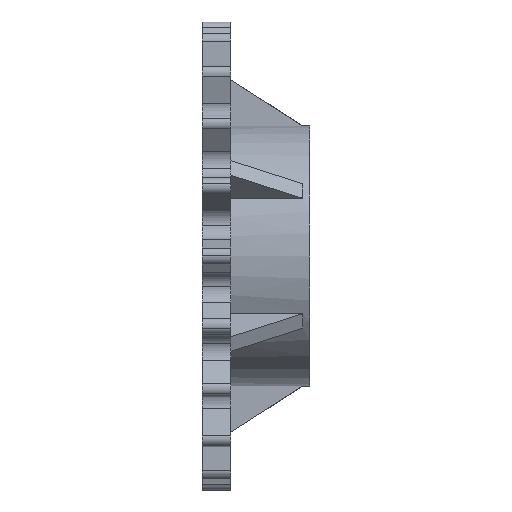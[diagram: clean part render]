
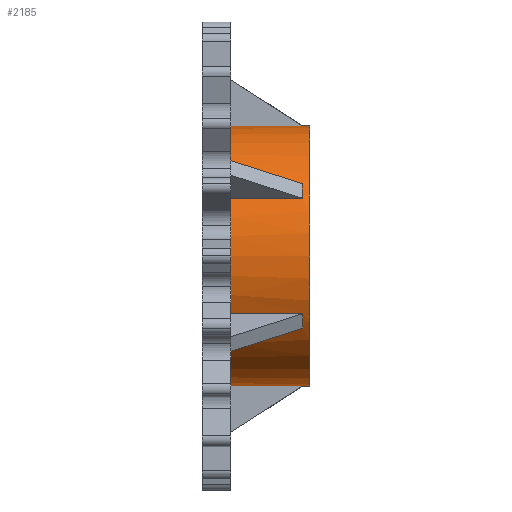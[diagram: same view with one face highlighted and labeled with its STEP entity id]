
A CAD part, front view. The second image highlights one B-rep face of the part: STEP entity #2185.
In plain terms, the highlighted cylindrical face has radius 12.548 mm (diameter 25.095 mm), a partial arc.
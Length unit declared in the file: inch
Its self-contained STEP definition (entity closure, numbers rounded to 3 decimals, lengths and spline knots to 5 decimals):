
#1858=CARTESIAN_POINT('',(-0.02778,0.,-0.494));
#1859=VERTEX_POINT('',#1858);
#1860=CARTESIAN_POINT('',(0.0,0.0,-0.494));
#1861=VERTEX_POINT('',#1860);
#1862=CARTESIAN_POINT('',(-0.02778,0.,-0.494));
#1863=DIRECTION('',(1.0,0.0,0.0));
#1864=VECTOR('',#1863,0.02778);
#1865=LINE('',#1862,#1864);
#1866=EDGE_CURVE('',#1859,#1861,#1865,.T.);
#1970=CARTESIAN_POINT('',(-0.02778,0.,0.494));
#1971=VERTEX_POINT('',#1970);
#1979=CARTESIAN_POINT('',(0.0,0.,0.494));
#1980=VERTEX_POINT('',#1979);
#1981=CARTESIAN_POINT('',(0.0,0.,0.494));
#1982=DIRECTION('',(-1.0,0.0,0.0));
#1983=VECTOR('',#1982,0.02778);
#1984=LINE('',#1981,#1983);
#1985=EDGE_CURVE('',#1980,#1971,#1984,.T.);
#2060=CARTESIAN_POINT('',(-0.15,0.0,0.0));
#2061=DIRECTION('',(1.0,0.0,0.0));
#2062=DIRECTION('',(0.0,0.0,-1.0));
#2063=AXIS2_PLACEMENT_3D('',#2060,#2061,#2062);
#2064=CYLINDRICAL_SURFACE('',#2063,0.494);
#2065=ORIENTED_EDGE('',*,*,#1866,.T.);
#2066=CARTESIAN_POINT('',(0.0,0.0,0.0));
#2067=DIRECTION('',(1.0,0.0,0.0));
#2068=DIRECTION('',(0.0,0.0,-1.0));
#2069=AXIS2_PLACEMENT_3D('',#2066,#2067,#2068);
#2070=CIRCLE('',#2069,0.494);
#2071=EDGE_CURVE('',#1980,#1861,#2070,.T.);
#2072=ORIENTED_EDGE('',*,*,#2071,.F.);
#2073=ORIENTED_EDGE('',*,*,#1985,.T.);
#2074=CARTESIAN_POINT('',(-0.02616,-0.032,0.49296));
#2075=VERTEX_POINT('',#2074);
#2076=CARTESIAN_POINT('',(0.74067,0.0,0.0));
#2077=DIRECTION('',(0.541,0.0,0.841));
#2078=DIRECTION('',(0.841,0.0,-0.541));
#2079=AXIS2_PLACEMENT_3D('',#2076,#2077,#2078);
#2080=ELLIPSE('',#2079,0.91353,0.494);
#2081=EDGE_CURVE('',#1971,#2075,#2080,.T.);
#2082=ORIENTED_EDGE('',*,*,#2081,.T.);
#2083=CARTESIAN_POINT('',(-0.3,-0.032,0.49296));
#2084=VERTEX_POINT('',#2083);
#2085=CARTESIAN_POINT('',(-0.02616,-0.032,0.49296));
#2086=DIRECTION('',(-1.0,0.0,0.0));
#2087=VECTOR('',#2086,0.27384);
#2088=LINE('',#2085,#2087);
#2089=EDGE_CURVE('',#2075,#2084,#2088,.T.);
#2090=ORIENTED_EDGE('',*,*,#2089,.T.);
#2091=CARTESIAN_POINT('',(-0.3,-0.41092,0.27419));
#2092=VERTEX_POINT('',#2091);
#2093=CARTESIAN_POINT('',(-0.3,0.0,0.0));
#2094=DIRECTION('',(-1.0,0.0,0.0));
#2095=DIRECTION('',(0.0,0.0,-1.0));
#2096=AXIS2_PLACEMENT_3D('',#2093,#2094,#2095);
#2097=CIRCLE('',#2096,0.494);
#2098=EDGE_CURVE('',#2092,#2084,#2097,.T.);
#2099=ORIENTED_EDGE('',*,*,#2098,.F.);
#2100=CARTESIAN_POINT('',(-0.02616,-0.41092,0.27419));
#2101=VERTEX_POINT('',#2100);
#2102=CARTESIAN_POINT('',(-0.3,-0.41092,0.27419));
#2103=DIRECTION('',(1.0,0.0,0.0));
#2104=VECTOR('',#2103,0.27384);
#2105=LINE('',#2102,#2104);
#2106=EDGE_CURVE('',#2092,#2101,#2105,.T.);
#2107=ORIENTED_EDGE('',*,*,#2106,.T.);
#2108=CARTESIAN_POINT('',(-0.02616,-0.44292,0.21877));
#2109=VERTEX_POINT('',#2108);
#2110=CARTESIAN_POINT('',(0.74067,0.0,0.0));
#2111=DIRECTION('',(0.541,-0.728,0.421));
#2112=DIRECTION('',(0.841,0.468,-0.27));
#2113=AXIS2_PLACEMENT_3D('',#2110,#2111,#2112);
#2114=ELLIPSE('',#2113,0.91353,0.494);
#2115=EDGE_CURVE('',#2101,#2109,#2114,.T.);
#2116=ORIENTED_EDGE('',*,*,#2115,.T.);
#2117=CARTESIAN_POINT('',(-0.3,-0.44292,0.21877));
#2118=VERTEX_POINT('',#2117);
#2119=CARTESIAN_POINT('',(-0.02616,-0.44292,0.21877));
#2120=DIRECTION('',(-1.0,0.0,0.0));
#2121=VECTOR('',#2120,0.27384);
#2122=LINE('',#2119,#2121);
#2123=EDGE_CURVE('',#2109,#2118,#2122,.T.);
#2124=ORIENTED_EDGE('',*,*,#2123,.T.);
#2125=CARTESIAN_POINT('',(-0.3,-0.44292,-0.21877));
#2126=VERTEX_POINT('',#2125);
#2127=CARTESIAN_POINT('',(-0.3,0.0,0.0));
#2128=DIRECTION('',(-1.0,0.0,0.0));
#2129=DIRECTION('',(0.0,0.0,-1.0));
#2130=AXIS2_PLACEMENT_3D('',#2127,#2128,#2129);
#2131=CIRCLE('',#2130,0.494);
#2132=EDGE_CURVE('',#2126,#2118,#2131,.T.);
#2133=ORIENTED_EDGE('',*,*,#2132,.F.);
#2134=CARTESIAN_POINT('',(-0.02616,-0.44292,-0.21877));
#2135=VERTEX_POINT('',#2134);
#2136=CARTESIAN_POINT('',(-0.3,-0.44292,-0.21877));
#2137=DIRECTION('',(1.0,0.0,0.0));
#2138=VECTOR('',#2137,0.27384);
#2139=LINE('',#2136,#2138);
#2140=EDGE_CURVE('',#2126,#2135,#2139,.T.);
#2141=ORIENTED_EDGE('',*,*,#2140,.T.);
#2142=CARTESIAN_POINT('',(-0.02616,-0.41092,-0.27419));
#2143=VERTEX_POINT('',#2142);
#2144=CARTESIAN_POINT('',(0.74067,0.0,0.0));
#2145=DIRECTION('',(0.541,-0.728,-0.421));
#2146=DIRECTION('',(-0.841,-0.468,-0.27));
#2147=AXIS2_PLACEMENT_3D('',#2144,#2145,#2146);
#2148=ELLIPSE('',#2147,0.91353,0.494);
#2149=EDGE_CURVE('',#2135,#2143,#2148,.T.);
#2150=ORIENTED_EDGE('',*,*,#2149,.T.);
#2151=CARTESIAN_POINT('',(-0.3,-0.41092,-0.27419));
#2152=VERTEX_POINT('',#2151);
#2153=CARTESIAN_POINT('',(-0.02616,-0.41092,-0.27419));
#2154=DIRECTION('',(-1.0,0.0,0.0));
#2155=VECTOR('',#2154,0.27384);
#2156=LINE('',#2153,#2155);
#2157=EDGE_CURVE('',#2143,#2152,#2156,.T.);
#2158=ORIENTED_EDGE('',*,*,#2157,.T.);
#2159=CARTESIAN_POINT('',(-0.3,-0.032,-0.49296));
#2160=VERTEX_POINT('',#2159);
#2161=CARTESIAN_POINT('',(-0.3,0.0,0.0));
#2162=DIRECTION('',(-1.0,0.0,0.0));
#2163=DIRECTION('',(0.0,0.0,-1.0));
#2164=AXIS2_PLACEMENT_3D('',#2161,#2162,#2163);
#2165=CIRCLE('',#2164,0.494);
#2166=EDGE_CURVE('',#2160,#2152,#2165,.T.);
#2167=ORIENTED_EDGE('',*,*,#2166,.F.);
#2168=CARTESIAN_POINT('',(-0.02616,-0.032,-0.49296));
#2169=VERTEX_POINT('',#2168);
#2170=CARTESIAN_POINT('',(-0.3,-0.032,-0.49296));
#2171=DIRECTION('',(1.0,0.0,0.0));
#2172=VECTOR('',#2171,0.27384);
#2173=LINE('',#2170,#2172);
#2174=EDGE_CURVE('',#2160,#2169,#2173,.T.);
#2175=ORIENTED_EDGE('',*,*,#2174,.T.);
#2176=CARTESIAN_POINT('',(0.74067,0.0,0.0));
#2177=DIRECTION('',(0.541,0.0,-0.841));
#2178=DIRECTION('',(-0.841,0.0,-0.541));
#2179=AXIS2_PLACEMENT_3D('',#2176,#2177,#2178);
#2180=ELLIPSE('',#2179,0.91353,0.494);
#2181=EDGE_CURVE('',#2169,#1859,#2180,.T.);
#2182=ORIENTED_EDGE('',*,*,#2181,.T.);
#2183=EDGE_LOOP('',(#2065,#2072,#2073,#2082,#2090,#2099,#2107,#2116,#2124,#2133,#2141,#2150,#2158,#2167,#2175,#2182));
#2184=FACE_OUTER_BOUND('',#2183,.T.);
#2185=ADVANCED_FACE('',(#2184),#2064,.T.);
